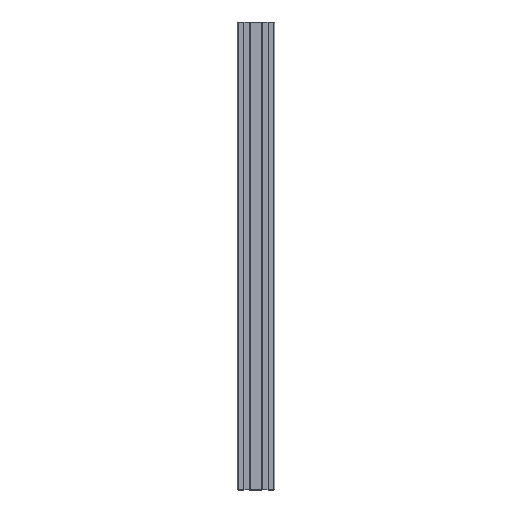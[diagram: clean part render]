
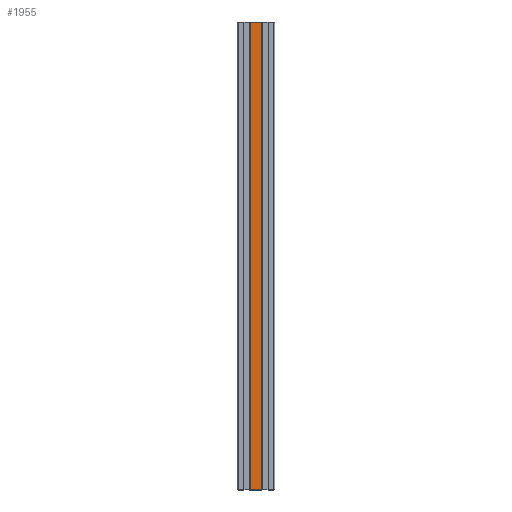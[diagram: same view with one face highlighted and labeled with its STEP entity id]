
A CAD part, top view. The second image highlights one B-rep face of the part: STEP entity #1955.
In plain terms, the highlighted planar face has unit normal (0, 0, 1).
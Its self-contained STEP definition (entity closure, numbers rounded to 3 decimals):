
#71=PLANE('',#2073);
#165=FACE_OUTER_BOUND('',#261,.T.);
#261=EDGE_LOOP('',(#1547,#1548,#1549,#1550));
#463=LINE('',#2934,#733);
#464=LINE('',#2937,#734);
#465=LINE('',#2939,#735);
#466=LINE('',#2940,#736);
#733=VECTOR('',#2399,10.);
#734=VECTOR('',#2402,10.);
#735=VECTOR('',#2403,10.);
#736=VECTOR('',#2404,10.);
#969=VERTEX_POINT('',#2930);
#970=VERTEX_POINT('',#2932);
#971=VERTEX_POINT('',#2936);
#972=VERTEX_POINT('',#2938);
#1211=EDGE_CURVE('',#969,#970,#463,.T.);
#1212=EDGE_CURVE('',#969,#971,#464,.T.);
#1213=EDGE_CURVE('',#972,#970,#465,.T.);
#1214=EDGE_CURVE('',#971,#972,#466,.T.);
#1547=ORIENTED_EDGE('',*,*,#1212,.F.);
#1548=ORIENTED_EDGE('',*,*,#1211,.T.);
#1549=ORIENTED_EDGE('',*,*,#1213,.F.);
#1550=ORIENTED_EDGE('',*,*,#1214,.F.);
#1955=ADVANCED_FACE('',(#165),#71,.T.);
#2073=AXIS2_PLACEMENT_3D('',#2935,#2400,#2401);
#2399=DIRECTION('',(0.,1.,0.));
#2400=DIRECTION('center_axis',(0.,0.,1.));
#2401=DIRECTION('ref_axis',(1.,0.,0.));
#2402=DIRECTION('',(-1.,0.,0.));
#2403=DIRECTION('',(1.,0.,0.));
#2404=DIRECTION('',(0.,1.,0.));
#2930=CARTESIAN_POINT('',(16.4,0.,10.));
#2932=CARTESIAN_POINT('',(16.4,500.,10.));
#2934=CARTESIAN_POINT('',(16.4,0.,10.));
#2935=CARTESIAN_POINT('Origin',(3.6,0.,10.));
#2936=CARTESIAN_POINT('',(3.6,0.,10.));
#2937=CARTESIAN_POINT('',(9.,0.,10.));
#2938=CARTESIAN_POINT('',(3.6,500.,10.));
#2939=CARTESIAN_POINT('',(9.,500.,10.));
#2940=CARTESIAN_POINT('',(3.6,0.,10.));
